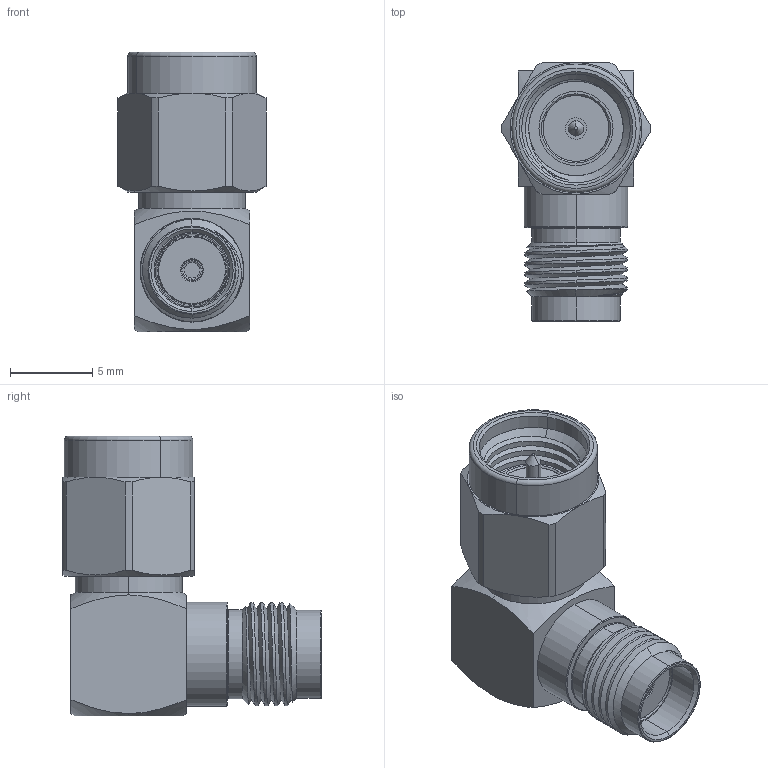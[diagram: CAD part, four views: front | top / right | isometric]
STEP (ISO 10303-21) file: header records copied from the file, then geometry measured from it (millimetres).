
FILE_DESCRIPTION (( 'STEP AP214' ), '1' );
FILE_NAME ('30-520-D3.STEP', '2024-08-12T09:16:48', ( '' ), ( '' ), 'SwSTEP 2.0', 'SolidWorks 2024', '' );
FILE_SCHEMA (( 'AUTOMOTIVE_DESIGN' ));
Length unit declared in the file: millimetre
Products named in the file (1): 30-520-D3
Bounding box: 9 x 15.7 x 17 mm (x, y, z)
Surface area: 955.5 mm2 (no closed solid volume)
Topology: 0 solids, 9 shells, 115 faces, 289 edges, 187 vertices
Faces by surface type: cylinder 43, cone 37, plane 23, torus 8, bspline 4
Entity records: 4842 total; most frequent: CARTESIAN_POINT 2209, DIRECTION 548, ORIENTED_EDGE 538, EDGE_CURVE 289, AXIS2_PLACEMENT_3D 232, VERTEX_POINT 187, EDGE_LOOP 125, CIRCLE 120
